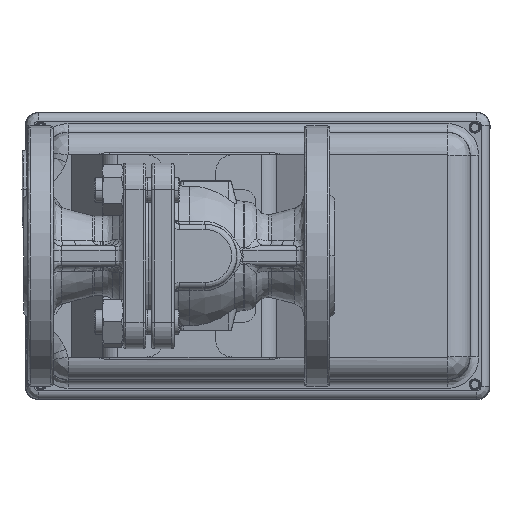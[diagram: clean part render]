
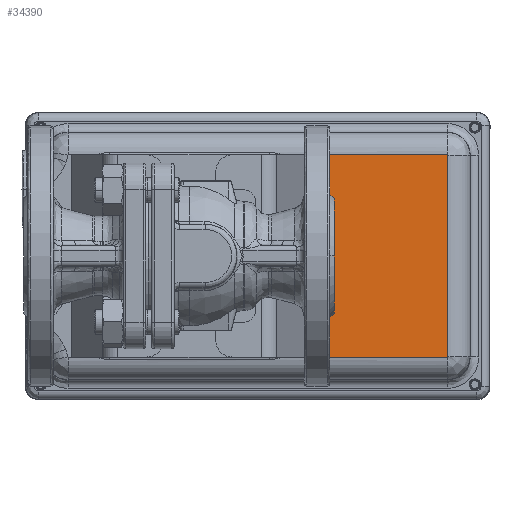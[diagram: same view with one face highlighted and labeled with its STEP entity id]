
A CAD part, front view. The second image highlights one B-rep face of the part: STEP entity #34390.
In plain terms, the highlighted planar face has unit normal (0, -1, 0).
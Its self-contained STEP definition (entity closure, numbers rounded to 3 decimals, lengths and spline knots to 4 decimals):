
#1063 = CARTESIAN_POINT ( 'NONE',  ( 3.8248, 5.8775, 1.5004 ) ) ;
#1187 = LINE ( 'NONE', #17287, #56640 ) ;
#2701 = CARTESIAN_POINT ( 'NONE',  ( 1.4855, 5.8775, -1.4342 ) ) ;
#4102 = VECTOR ( 'NONE', #57335, 39.3701 ) ;
#4745 = VERTEX_POINT ( 'NONE', #5484 ) ;
#5118 = VERTEX_POINT ( 'NONE', #84846 ) ;
#5484 = CARTESIAN_POINT ( 'NONE',  ( 3.8229, 5.8775, 1.5004 ) ) ;
#6689 = CARTESIAN_POINT ( 'NONE',  ( 3.8229, 5.8775, -1.5011 ) ) ;
#6718 = CARTESIAN_POINT ( 'NONE',  ( 0.0004, 5.8775, 1.5004 ) ) ;
#7649 = VERTEX_POINT ( 'NONE', #67915 ) ;
#8334 = CARTESIAN_POINT ( 'NONE',  ( 3.8261, 5.8775, 1.4991 ) ) ;
#8805 = LINE ( 'NONE', #39882, #64298 ) ;
#9490 = EDGE_CURVE ( 'NONE', #5118, #28842, #8805, .T. ) ;
#10587 = CARTESIAN_POINT ( 'NONE',  ( 1.5511, 5.8775, -1.1874 ) ) ;
#11074 = DIRECTION ( 'NONE',  ( 0., 0., 1. ) ) ;
#11372 = EDGE_CURVE ( 'NONE', #7649, #4745, #44877, .T. ) ;
#15041 = CARTESIAN_POINT ( 'NONE',  ( 3.8261, 5.8775, -1.4979 ) ) ;
#15202 = ORIENTED_EDGE ( 'NONE', *, *, #69883, .F. ) ;
#15448 = EDGE_CURVE ( 'NONE', #4745, #63472, #50960, .T. ) ;
#15717 = CARTESIAN_POINT ( 'NONE',  ( 1.5511, 5.8775, 1.3188 ) ) ;
#17287 = CARTESIAN_POINT ( 'NONE',  ( 3.8261, 5.8775, -0.0004 ) ) ;
#18348 = VERTEX_POINT ( 'NONE', #49811 ) ;
#19716 = VERTEX_POINT ( 'NONE', #6689 ) ;
#21312 = CARTESIAN_POINT ( 'NONE',  ( -1.8021, 5.8775, 1.4971 ) ) ;
#23907 = CARTESIAN_POINT ( 'NONE',  ( 1.5511, 5.8775, 1.1866 ) ) ;
#24113 = CARTESIAN_POINT ( 'NONE',  ( 3.8261, 5.8775, -1.4998 ) ) ;
#28037 = LINE ( 'NONE', #48268, #47265 ) ;
#28561 = DIRECTION ( 'NONE',  ( 1., 0., 0.015 ) ) ;
#28842 = VERTEX_POINT ( 'NONE', #45156 ) ;
#29775 = ORIENTED_EDGE ( 'NONE', *, *, #73122, .F. ) ;
#29849 = AXIS2_PLACEMENT_3D ( 'NONE', #21312, #71953, #28561 ) ;
#34390 = ADVANCED_FACE ( 'NONE', ( #47559 ), #64649, .F. ) ;
#35202 = ORIENTED_EDGE ( 'NONE', *, *, #35574, .F. ) ;
#35574 = EDGE_CURVE ( 'NONE', #28842, #7649, #40478, .T. ) ;
#35663 = EDGE_CURVE ( 'NONE', #18348, #5118, #83981, .T. ) ;
#36448 = VERTEX_POINT ( 'NONE', #15041 ) ;
#38462 = CARTESIAN_POINT ( 'NONE',  ( 1.3715, 5.8775, 1.5004 ) ) ;
#38668 = CARTESIAN_POINT ( 'NONE',  ( 3.8248, 5.8775, -1.5011 ) ) ;
#39882 = CARTESIAN_POINT ( 'NONE',  ( 1.5511, 5.8775, -1.1874 ) ) ;
#40478 =( BOUNDED_CURVE ( )  B_SPLINE_CURVE ( 3, ( #23907, #15717, #81797, #38462 ),
 .UNSPECIFIED., .F., .F. ) 
 B_SPLINE_CURVE_WITH_KNOTS ( ( 4, 4 ),
 ( 0., 1. ),
 .UNSPECIFIED. ) 
 CURVE ( )  GEOMETRIC_REPRESENTATION_ITEM ( )  RATIONAL_B_SPLINE_CURVE ( ( 1., 0.912, 0.912, 1. ) ) 
 REPRESENTATION_ITEM ( '' )  );
#44436 = EDGE_LOOP ( 'NONE', ( #50341, #29775, #52729, #15202, #78800, #90714, #35202, #92035 ) ) ;
#44877 = LINE ( 'NONE', #6718, #4102 ) ;
#45156 = CARTESIAN_POINT ( 'NONE',  ( 1.5511, 5.8775, 1.1866 ) ) ;
#46649 = CARTESIAN_POINT ( 'NONE',  ( 1.3715, 5.8775, -1.5011 ) ) ;
#47265 = VECTOR ( 'NONE', #63127, 39.3701 ) ;
#47559 = FACE_OUTER_BOUND ( 'NONE', #44436, .T. ) ;
#48268 = CARTESIAN_POINT ( 'NONE',  ( -1.8021, 5.8775, -1.5011 ) ) ;
#49811 = CARTESIAN_POINT ( 'NONE',  ( 1.3715, 5.8775, -1.5011 ) ) ;
#50341 = ORIENTED_EDGE ( 'NONE', *, *, #35663, .F. ) ;
#50960 =( BOUNDED_CURVE ( )  B_SPLINE_CURVE ( 3, ( #80143, #1063, #8334, #58931 ),
 .UNSPECIFIED., .F., .F. ) 
 B_SPLINE_CURVE_WITH_KNOTS ( ( 4, 4 ),
 ( 0., 1. ),
 .UNSPECIFIED. ) 
 CURVE ( )  GEOMETRIC_REPRESENTATION_ITEM ( )  RATIONAL_B_SPLINE_CURVE ( ( 1., 0.805, 0.805, 1. ) ) 
 REPRESENTATION_ITEM ( '' )  );
#52729 = ORIENTED_EDGE ( 'NONE', *, *, #88479, .F. ) ;
#53916 = CARTESIAN_POINT ( 'NONE',  ( 1.5511, 5.8775, -1.3195 ) ) ;
#56640 = VECTOR ( 'NONE', #60606, 39.3701 ) ;
#57335 = DIRECTION ( 'NONE',  ( 1., 0., 0. ) ) ;
#58931 = CARTESIAN_POINT ( 'NONE',  ( 3.8261, 5.8775, 1.4971 ) ) ;
#60606 = DIRECTION ( 'NONE',  ( 0., 0., -1. ) ) ;
#63127 = DIRECTION ( 'NONE',  ( -1., 0., 0. ) ) ;
#63472 = VERTEX_POINT ( 'NONE', #68926 ) ;
#64298 = VECTOR ( 'NONE', #11074, 39.3701 ) ;
#64649 = PLANE ( 'NONE',  #29849 ) ;
#67915 = CARTESIAN_POINT ( 'NONE',  ( 1.3715, 5.8775, 1.5004 ) ) ;
#68926 = CARTESIAN_POINT ( 'NONE',  ( 3.8261, 5.8775, 1.4971 ) ) ;
#69883 = EDGE_CURVE ( 'NONE', #63472, #36448, #1187, .T. ) ;
#71692 =( BOUNDED_CURVE ( )  B_SPLINE_CURVE ( 3, ( #74745, #24113, #38668, #89290 ),
 .UNSPECIFIED., .F., .F. ) 
 B_SPLINE_CURVE_WITH_KNOTS ( ( 4, 4 ),
 ( 0., 1. ),
 .UNSPECIFIED. ) 
 CURVE ( )  GEOMETRIC_REPRESENTATION_ITEM ( )  RATIONAL_B_SPLINE_CURVE ( ( 1., 0.805, 0.805, 1. ) ) 
 REPRESENTATION_ITEM ( '' )  );
#71953 = DIRECTION ( 'NONE',  ( 0., 1., 0. ) ) ;
#73122 = EDGE_CURVE ( 'NONE', #19716, #18348, #28037, .T. ) ;
#74745 = CARTESIAN_POINT ( 'NONE',  ( 3.8261, 5.8775, -1.4979 ) ) ;
#78800 = ORIENTED_EDGE ( 'NONE', *, *, #15448, .F. ) ;
#80143 = CARTESIAN_POINT ( 'NONE',  ( 3.8229, 5.8775, 1.5004 ) ) ;
#81797 = CARTESIAN_POINT ( 'NONE',  ( 1.4855, 5.8775, 1.4335 ) ) ;
#83981 =( BOUNDED_CURVE ( )  B_SPLINE_CURVE ( 3, ( #46649, #2701, #53916, #10587 ),
 .UNSPECIFIED., .F., .T. ) 
 B_SPLINE_CURVE_WITH_KNOTS ( ( 4, 4 ),
 ( 0., 1. ),
 .UNSPECIFIED. ) 
 CURVE ( )  GEOMETRIC_REPRESENTATION_ITEM ( )  RATIONAL_B_SPLINE_CURVE ( ( 1., 0.912, 0.912, 1. ) ) 
 REPRESENTATION_ITEM ( '' )  );
#84846 = CARTESIAN_POINT ( 'NONE',  ( 1.5511, 5.8775, -1.1874 ) ) ;
#88479 = EDGE_CURVE ( 'NONE', #36448, #19716, #71692, .T. ) ;
#89290 = CARTESIAN_POINT ( 'NONE',  ( 3.8229, 5.8775, -1.5011 ) ) ;
#90714 = ORIENTED_EDGE ( 'NONE', *, *, #11372, .F. ) ;
#92035 = ORIENTED_EDGE ( 'NONE', *, *, #9490, .F. ) ;
